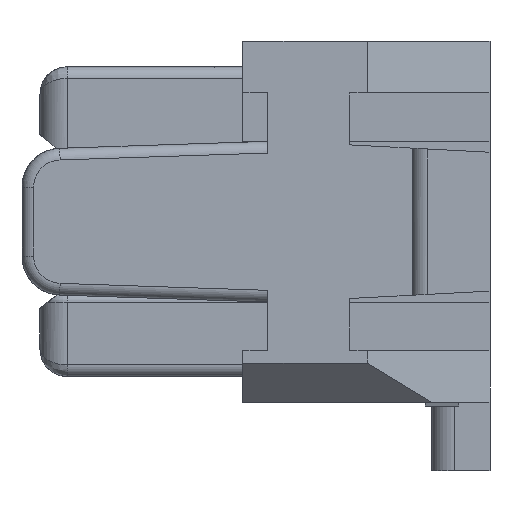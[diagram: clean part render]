
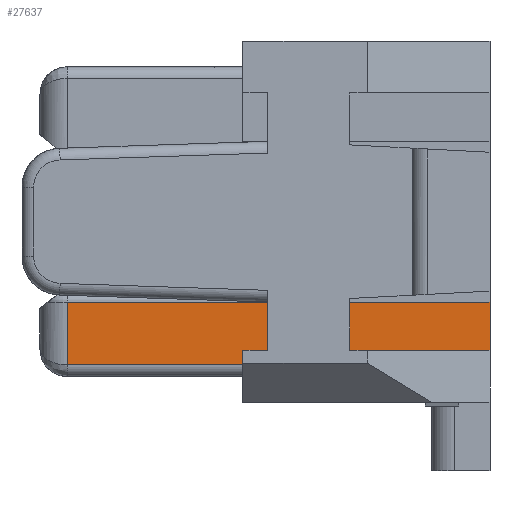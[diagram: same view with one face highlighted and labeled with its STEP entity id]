
A CAD part, front view. The second image highlights one B-rep face of the part: STEP entity #27637.
In plain terms, the highlighted planar face has unit normal (0, -1, 0).
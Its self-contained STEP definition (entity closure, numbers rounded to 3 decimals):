
#424 = VECTOR ( 'NONE', #50740, 1000. ) ;
#1582 = DIRECTION ( 'NONE',  ( 1., 0., 0. ) ) ;
#1982 = FACE_OUTER_BOUND ( 'NONE', #6551, .T. ) ;
#1991 = LINE ( 'NONE', #36883, #41836 ) ;
#2447 = EDGE_CURVE ( 'NONE', #22762, #10633, #31063, .T. ) ;
#3210 = EDGE_CURVE ( 'NONE', #25868, #33836, #53711, .T. ) ;
#5591 = VECTOR ( 'NONE', #37773, 1000. ) ;
#6186 = ORIENTED_EDGE ( 'NONE', *, *, #25525, .T. ) ;
#6386 = LINE ( 'NONE', #42965, #26663 ) ;
#6473 = ORIENTED_EDGE ( 'NONE', *, *, #28590, .F. ) ;
#6551 = EDGE_LOOP ( 'NONE', ( #37649, #11575, #33516, #6186, #40068, #15090, #6473 ) ) ;
#6609 = CARTESIAN_POINT ( 'NONE',  ( 5.77, -14.15, -1.65 ) ) ;
#6799 = CARTESIAN_POINT ( 'NONE',  ( 0., -14.15, 0. ) ) ;
#7433 = DIRECTION ( 'NONE',  ( 0., 0., -1. ) ) ;
#7954 = CARTESIAN_POINT ( 'NONE',  ( 0.35, -14.15, -1.03 ) ) ;
#8225 = CARTESIAN_POINT ( 'NONE',  ( 5.77, -14.15, -1.03 ) ) ;
#8441 = DIRECTION ( 'NONE',  ( 1., 0., 0. ) ) ;
#8903 = VECTOR ( 'NONE', #1582, 1000. ) ;
#8997 = LINE ( 'NONE', #56470, #8903 ) ;
#10633 = VERTEX_POINT ( 'NONE', #6609 ) ;
#11575 = ORIENTED_EDGE ( 'NONE', *, *, #21209, .T. ) ;
#13787 = CARTESIAN_POINT ( 'NONE',  ( 0.35, -14.15, -1.835 ) ) ;
#15090 = ORIENTED_EDGE ( 'NONE', *, *, #31805, .F. ) ;
#17663 = CARTESIAN_POINT ( 'NONE',  ( 2.6, -14.15, -1.65 ) ) ;
#18122 = CARTESIAN_POINT ( 'NONE',  ( 2.6, -14.15, -1.835 ) ) ;
#19310 = EDGE_CURVE ( 'NONE', #37380, #27708, #46114, .T. ) ;
#19575 = CARTESIAN_POINT ( 'NONE',  ( 0.35, -14.15, -1.835 ) ) ;
#20564 = LINE ( 'NONE', #19575, #424 ) ;
#21209 = EDGE_CURVE ( 'NONE', #33836, #37380, #20564, .T. ) ;
#22762 = VERTEX_POINT ( 'NONE', #8225 ) ;
#24436 = DIRECTION ( 'NONE',  ( 0., 0., -1. ) ) ;
#25525 = EDGE_CURVE ( 'NONE', #27708, #10633, #6386, .T. ) ;
#25868 = VERTEX_POINT ( 'NONE', #7954 ) ;
#26407 = DIRECTION ( 'NONE',  ( 0., 1., 0. ) ) ;
#26663 = VECTOR ( 'NONE', #42121, 1000. ) ;
#27324 = VERTEX_POINT ( 'NONE', #55219 ) ;
#27637 = ADVANCED_FACE ( 'NONE', ( #1982 ), #48428, .F. ) ;
#27708 = VERTEX_POINT ( 'NONE', #17663 ) ;
#28590 = EDGE_CURVE ( 'NONE', #25868, #27324, #8997, .T. ) ;
#31063 = LINE ( 'NONE', #44290, #31171 ) ;
#31171 = VECTOR ( 'NONE', #7433, 1000. ) ;
#31805 = EDGE_CURVE ( 'NONE', #27324, #22762, #1991, .T. ) ;
#31887 = DIRECTION ( 'NONE',  ( 1., 0., 0. ) ) ;
#33516 = ORIENTED_EDGE ( 'NONE', *, *, #19310, .T. ) ;
#33836 = VERTEX_POINT ( 'NONE', #13787 ) ;
#34825 = VECTOR ( 'NONE', #24436, 1000. ) ;
#36883 = CARTESIAN_POINT ( 'NONE',  ( 2.6, -14.15, -1.03 ) ) ;
#37380 = VERTEX_POINT ( 'NONE', #39756 ) ;
#37649 = ORIENTED_EDGE ( 'NONE', *, *, #3210, .T. ) ;
#37773 = DIRECTION ( 'NONE',  ( 0., 0., 1. ) ) ;
#39756 = CARTESIAN_POINT ( 'NONE',  ( 2.6, -14.15, -1.835 ) ) ;
#40068 = ORIENTED_EDGE ( 'NONE', *, *, #2447, .F. ) ;
#41836 = VECTOR ( 'NONE', #31887, 1000. ) ;
#42121 = DIRECTION ( 'NONE',  ( 1., 0., 0. ) ) ;
#42965 = CARTESIAN_POINT ( 'NONE',  ( 2.6, -14.15, -1.65 ) ) ;
#44290 = CARTESIAN_POINT ( 'NONE',  ( 5.77, -14.15, -1.03 ) ) ;
#46114 = LINE ( 'NONE', #18122, #5591 ) ;
#46410 = CARTESIAN_POINT ( 'NONE',  ( 0.35, -14.15, -1.03 ) ) ;
#48428 = PLANE ( 'NONE',  #52082 ) ;
#50740 = DIRECTION ( 'NONE',  ( 1., 0., 0. ) ) ;
#52082 = AXIS2_PLACEMENT_3D ( 'NONE', #6799, #26407, #8441 ) ;
#53711 = LINE ( 'NONE', #46410, #34825 ) ;
#55219 = CARTESIAN_POINT ( 'NONE',  ( 2.6, -14.15, -1.03 ) ) ;
#56470 = CARTESIAN_POINT ( 'NONE',  ( 0.35, -14.15, -1.03 ) ) ;
